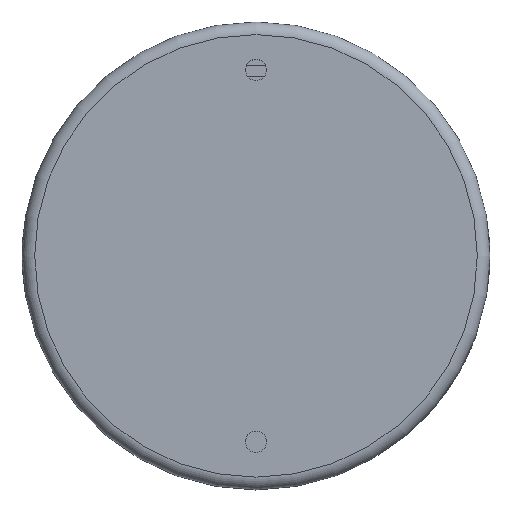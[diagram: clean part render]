
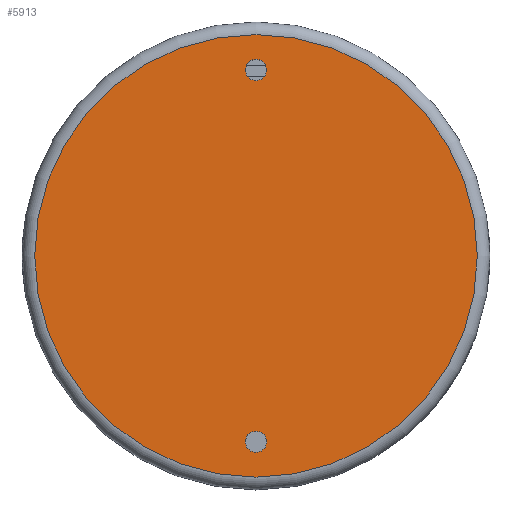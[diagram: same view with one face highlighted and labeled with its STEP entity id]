
A CAD part, top view. The second image highlights one B-rep face of the part: STEP entity #5913.
In plain terms, the highlighted planar face has unit normal (0, 0, 1).
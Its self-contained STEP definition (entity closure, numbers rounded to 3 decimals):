
#447=FACE_BOUND('',#1303,.T.);
#448=FACE_BOUND('',#1304,.T.);
#568=PLANE('',#6726);
#849=FACE_OUTER_BOUND('',#1302,.T.);
#1302=EDGE_LOOP('',(#5197));
#1303=EDGE_LOOP('',(#5198));
#1304=EDGE_LOOP('',(#5199));
#1565=CIRCLE('',#6647,1.265);
#1567=CIRCLE('',#6650,1.265);
#1603=CIRCLE('',#6721,26.301);
#2922=VERTEX_POINT('',#10288);
#2924=VERTEX_POINT('',#10294);
#3002=VERTEX_POINT('',#10788);
#3636=EDGE_CURVE('',#2922,#2922,#1565,.T.);
#3639=EDGE_CURVE('',#2924,#2924,#1567,.T.);
#3756=EDGE_CURVE('',#3002,#3002,#1603,.T.);
#5197=ORIENTED_EDGE('',*,*,#3756,.F.);
#5198=ORIENTED_EDGE('',*,*,#3636,.T.);
#5199=ORIENTED_EDGE('',*,*,#3639,.T.);
#5913=ADVANCED_FACE('',(#849,#447,#448),#568,.T.);
#6647=AXIS2_PLACEMENT_3D('',#10289,#8032,#8033);
#6650=AXIS2_PLACEMENT_3D('',#10295,#8039,#8040);
#6721=AXIS2_PLACEMENT_3D('',#10789,#8238,#8239);
#6726=AXIS2_PLACEMENT_3D('',#10797,#8249,#8250);
#8032=DIRECTION('center_axis',(0.,0.,-1.));
#8033=DIRECTION('ref_axis',(1.,0.,0.));
#8039=DIRECTION('center_axis',(0.,0.,-1.));
#8040=DIRECTION('ref_axis',(1.,0.,0.));
#8238=DIRECTION('center_axis',(0.,0.,-1.));
#8239=DIRECTION('ref_axis',(1.,0.,0.));
#8249=DIRECTION('center_axis',(0.,0.,1.));
#8250=DIRECTION('ref_axis',(1.,0.,0.));
#10288=CARTESIAN_POINT('',(32.736,56.103,13.4));
#10289=CARTESIAN_POINT('Origin',(34.,56.103,13.4));
#10294=CARTESIAN_POINT('',(32.736,11.901,13.4));
#10295=CARTESIAN_POINT('Origin',(34.,11.901,13.4));
#10788=CARTESIAN_POINT('',(7.699,34.002,13.4));
#10789=CARTESIAN_POINT('Origin',(34.,34.002,13.4));
#10797=CARTESIAN_POINT('Origin',(34.,34.002,13.4));
